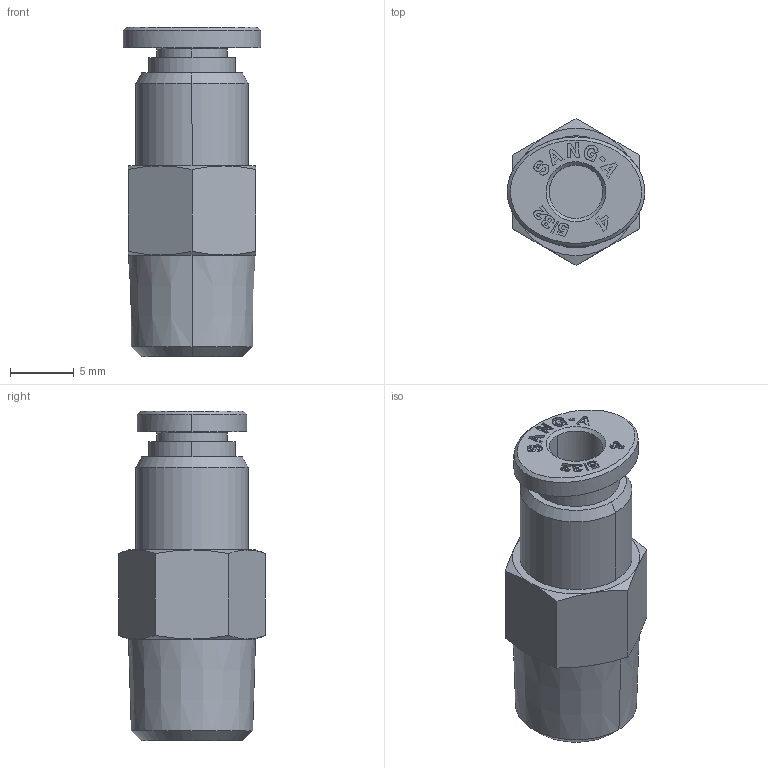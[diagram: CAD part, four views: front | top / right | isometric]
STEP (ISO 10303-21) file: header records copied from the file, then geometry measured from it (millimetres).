
FILE_DESCRIPTION((''),'2;1');
FILE_NAME('GPCVC 0401.stp','2017-07-11T14:09:06',(''),(''),'Mechanical Desktop 2009','Mechanical Desktop 2009',', , ');
FILE_SCHEMA(('CONFIG_CONTROL_DESIGN'));
Length unit declared in the file: millimetre
Products named in the file (2): GPCVC 0401; ºÎÇ°1
Assembly tree (1 placements, depth 2):
  GPCVC 0401
    ºÎÇ°1
Bounding box: 10.8 x 11.55 x 25.9 mm (x, y, z)
Volume: 1606 mm3; surface area: 1205.8 mm2
Topology: 1 solids, 1 shells, 396 faces, 1104 edges, 730 vertices
Faces by surface type: plane 340, bspline 22, cone 20, cylinder 14
Entity records: 13193 total; most frequent: CARTESIAN_POINT 3001, ORIENTED_EDGE 2208, DIRECTION 1910, EDGE_CURVE 1104, VECTOR 984, LINE 984, VERTEX_POINT 730, AXIS2_PLACEMENT_3D 463
